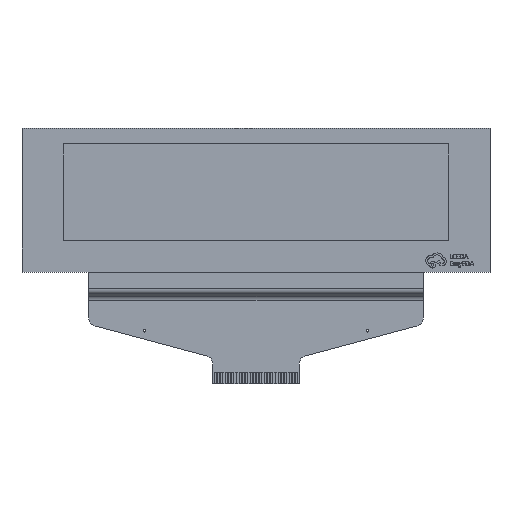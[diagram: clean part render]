
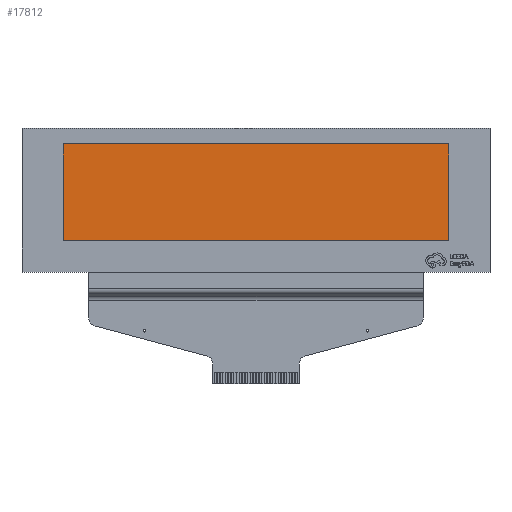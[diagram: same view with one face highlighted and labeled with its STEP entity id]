
A CAD part, top view. The second image highlights one B-rep face of the part: STEP entity #17812.
In plain terms, the highlighted planar face has unit normal (0, 0, 1).
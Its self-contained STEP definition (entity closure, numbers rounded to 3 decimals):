
#230 = ORIENTED_EDGE ( 'NONE', *, *, #13978, .F. ) ;
#660 = DIRECTION ( 'NONE',  ( 1., 0., 0. ) ) ;
#1252 = FACE_OUTER_BOUND ( 'NONE', #4901, .T. ) ;
#2942 = EDGE_CURVE ( 'NONE', #10532, #7459, #17856, .T. ) ;
#3789 = EDGE_CURVE ( 'NONE', #20784, #7843, #22909, .T. ) ;
#3846 = CARTESIAN_POINT ( 'NONE',  ( 34.552, -8.164, 0.7 ) ) ;
#4296 = DIRECTION ( 'NONE',  ( -1., 0., 0. ) ) ;
#4392 = DIRECTION ( 'NONE',  ( 0., -1., 0. ) ) ;
#4573 = CARTESIAN_POINT ( 'NONE',  ( 0., -8.164, 0.7 ) ) ;
#4901 = EDGE_LOOP ( 'NONE', ( #8467, #17337, #22188, #230 ) ) ;
#5394 = AXIS2_PLACEMENT_3D ( 'NONE', #22939, #9302, #660 ) ;
#5404 = LINE ( 'NONE', #13974, #6935 ) ;
#6935 = VECTOR ( 'NONE', #19818, 1000. ) ;
#7459 = VERTEX_POINT ( 'NONE', #24995 ) ;
#7843 = VERTEX_POINT ( 'NONE', #3846 ) ;
#8166 = EDGE_CURVE ( 'NONE', #7459, #20784, #5404, .T. ) ;
#8467 = ORIENTED_EDGE ( 'NONE', *, *, #3789, .F. ) ;
#9302 = DIRECTION ( 'NONE',  ( 0., 0., 1. ) ) ;
#10532 = VERTEX_POINT ( 'NONE', #20956 ) ;
#13033 = LINE ( 'NONE', #4573, #24633 ) ;
#13383 = CARTESIAN_POINT ( 'NONE',  ( -34.552, 0., 0.7 ) ) ;
#13438 = PLANE ( 'NONE',  #5394 ) ;
#13974 = CARTESIAN_POINT ( 'NONE',  ( 0., 9.1, 0.7 ) ) ;
#13978 = EDGE_CURVE ( 'NONE', #7843, #10532, #13033, .T. ) ;
#14765 = CARTESIAN_POINT ( 'NONE',  ( 34.552, 0., 0.7 ) ) ;
#16586 = VECTOR ( 'NONE', #4392, 1000. ) ;
#16883 = VECTOR ( 'NONE', #21682, 1000. ) ;
#17337 = ORIENTED_EDGE ( 'NONE', *, *, #8166, .F. ) ;
#17812 = ADVANCED_FACE ( 'NONE', ( #1252 ), #13438, .T. ) ;
#17856 = LINE ( 'NONE', #13383, #16883 ) ;
#19818 = DIRECTION ( 'NONE',  ( 1., 0., 0. ) ) ;
#20444 = CARTESIAN_POINT ( 'NONE',  ( 34.552, 9.1, 0.7 ) ) ;
#20784 = VERTEX_POINT ( 'NONE', #20444 ) ;
#20956 = CARTESIAN_POINT ( 'NONE',  ( -34.552, -8.164, 0.7 ) ) ;
#21682 = DIRECTION ( 'NONE',  ( 0., 1., 0. ) ) ;
#22188 = ORIENTED_EDGE ( 'NONE', *, *, #2942, .F. ) ;
#22909 = LINE ( 'NONE', #14765, #16586 ) ;
#22939 = CARTESIAN_POINT ( 'NONE',  ( 0., 0., 0.7 ) ) ;
#24633 = VECTOR ( 'NONE', #4296, 1000. ) ;
#24995 = CARTESIAN_POINT ( 'NONE',  ( -34.552, 9.1, 0.7 ) ) ;
